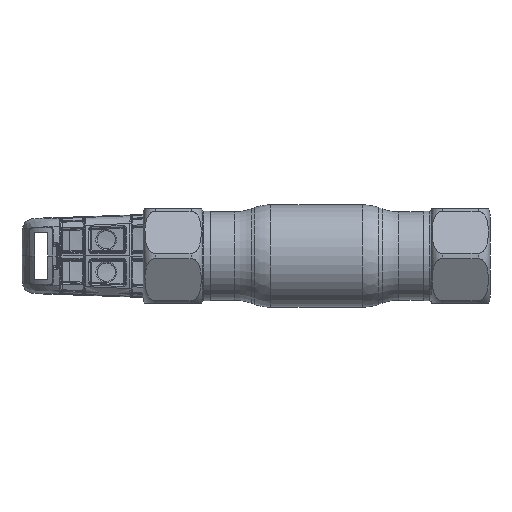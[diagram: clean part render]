
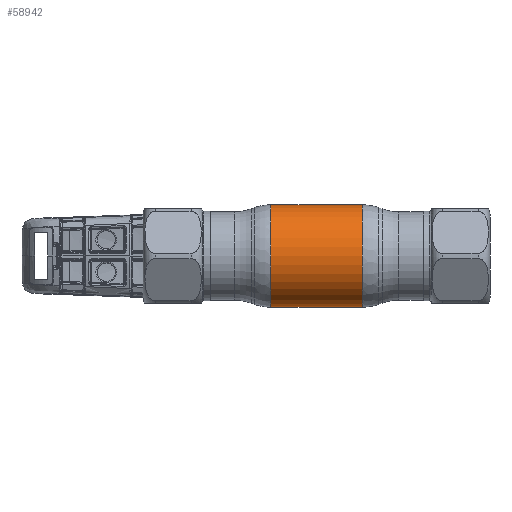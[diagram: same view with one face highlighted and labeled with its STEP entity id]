
A CAD part, front view. The second image highlights one B-rep face of the part: STEP entity #58942.
In plain terms, the highlighted cylindrical face has radius 13 mm (diameter 26 mm), a partial arc.
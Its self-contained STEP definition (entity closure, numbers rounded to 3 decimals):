
#429 = ORIENTED_EDGE ( 'NONE', *, *, #64355, .F. ) ;
#3649 = CARTESIAN_POINT ( 'NONE',  ( -62.69, 0., 13. ) ) ;
#4107 = DIRECTION ( 'NONE',  ( 0., 0., 1. ) ) ;
#5176 = EDGE_CURVE ( 'NONE', #10922, #15993, #8619, .T. ) ;
#5503 = ORIENTED_EDGE ( 'NONE', *, *, #30828, .T. ) ;
#6270 = ORIENTED_EDGE ( 'NONE', *, *, #41129, .T. ) ;
#8125 = CARTESIAN_POINT ( 'NONE',  ( 11.634, 0., -13. ) ) ;
#8619 = CIRCLE ( 'NONE', #26361, 13. ) ;
#10485 = LINE ( 'NONE', #44211, #55031 ) ;
#10922 = VERTEX_POINT ( 'NONE', #16919 ) ;
#12286 = CARTESIAN_POINT ( 'NONE',  ( -11.634, 0., 13. ) ) ;
#13957 = VECTOR ( 'NONE', #48296, 1000. ) ;
#14688 = VERTEX_POINT ( 'NONE', #26246 ) ;
#15141 = CARTESIAN_POINT ( 'NONE',  ( 11.634, 0., 0. ) ) ;
#15525 = ORIENTED_EDGE ( 'NONE', *, *, #5176, .F. ) ;
#15993 = VERTEX_POINT ( 'NONE', #12286 ) ;
#16727 = CIRCLE ( 'NONE', #57316, 13. ) ;
#16919 = CARTESIAN_POINT ( 'NONE',  ( -11.634, 0., -13. ) ) ;
#17984 = DIRECTION ( 'NONE',  ( 0., 0., 1. ) ) ;
#23534 = VERTEX_POINT ( 'NONE', #8125 ) ;
#24068 = EDGE_LOOP ( 'NONE', ( #429, #6270, #5503, #15525 ) ) ;
#26246 = CARTESIAN_POINT ( 'NONE',  ( 11.634, 0., 13. ) ) ;
#26361 = AXIS2_PLACEMENT_3D ( 'NONE', #63010, #35326, #28786 ) ;
#28786 = DIRECTION ( 'NONE',  ( 0., 0., 1. ) ) ;
#28873 = LINE ( 'NONE', #3649, #13957 ) ;
#30828 = EDGE_CURVE ( 'NONE', #14688, #15993, #28873, .T. ) ;
#32471 = FACE_OUTER_BOUND ( 'NONE', #24068, .T. ) ;
#35326 = DIRECTION ( 'NONE',  ( -1., 0., 0. ) ) ;
#37628 = CYLINDRICAL_SURFACE ( 'NONE', #57266, 13. ) ;
#37916 = DIRECTION ( 'NONE',  ( -1., 0., 0. ) ) ;
#41129 = EDGE_CURVE ( 'NONE', #23534, #14688, #16727, .T. ) ;
#44211 = CARTESIAN_POINT ( 'NONE',  ( -62.69, 0., -13. ) ) ;
#48296 = DIRECTION ( 'NONE',  ( -1., 0., 0. ) ) ;
#55031 = VECTOR ( 'NONE', #37916, 1000. ) ;
#57266 = AXIS2_PLACEMENT_3D ( 'NONE', #65989, #66699, #17984 ) ;
#57316 = AXIS2_PLACEMENT_3D ( 'NONE', #15141, #69941, #4107 ) ;
#58942 = ADVANCED_FACE ( 'NONE', ( #32471 ), #37628, .T. ) ;
#63010 = CARTESIAN_POINT ( 'NONE',  ( -11.634, 0., 0. ) ) ;
#64355 = EDGE_CURVE ( 'NONE', #23534, #10922, #10485, .T. ) ;
#65989 = CARTESIAN_POINT ( 'NONE',  ( -62.69, 0., 0. ) ) ;
#66699 = DIRECTION ( 'NONE',  ( -1., 0., 0. ) ) ;
#69941 = DIRECTION ( 'NONE',  ( -1., 0., 0. ) ) ;
